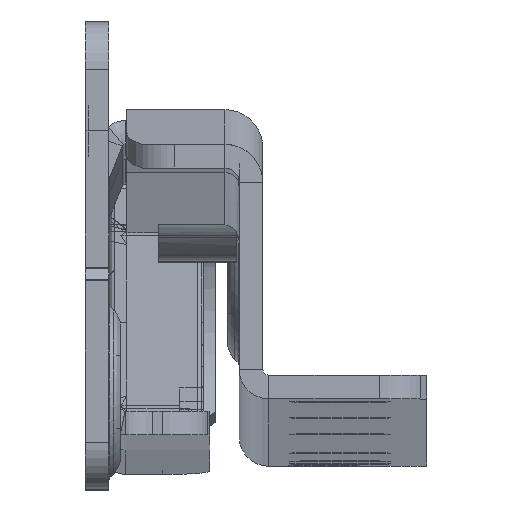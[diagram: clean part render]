
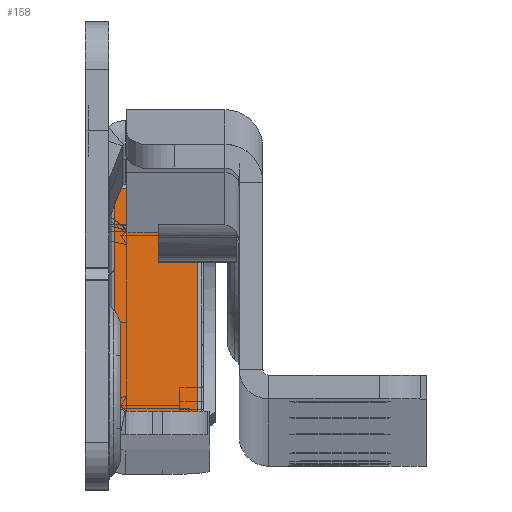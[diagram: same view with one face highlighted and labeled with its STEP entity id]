
A CAD part, top view. The second image highlights one B-rep face of the part: STEP entity #158.
In plain terms, the highlighted face is planar.
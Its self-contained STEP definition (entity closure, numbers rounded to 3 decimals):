
#67 = CARTESIAN_POINT ( 'NONE',  ( 0., 11., 7.5 ) ) ;
#158 = ADVANCED_FACE ( 'NONE', ( #11792 ), #9832, .T. ) ;
#980 = DIRECTION ( 'NONE',  ( 0., 1., 0. ) ) ;
#983 = CARTESIAN_POINT ( 'NONE',  ( 0., 11., 8. ) ) ;
#1027 = EDGE_CURVE ( 'NONE', #3597, #10953, #12858, .T. ) ;
#1064 = LINE ( 'NONE', #6004, #10544 ) ;
#1102 = CARTESIAN_POINT ( 'NONE',  ( 0., -11., 7.5 ) ) ;
#2028 = VECTOR ( 'NONE', #980, 1000. ) ;
#2786 = EDGE_CURVE ( 'NONE', #3597, #7386, #1064, .T. ) ;
#2805 = DIRECTION ( 'NONE',  ( 0., 0., 1. ) ) ;
#3597 = VERTEX_POINT ( 'NONE', #9486 ) ;
#3705 = ORIENTED_EDGE ( 'NONE', *, *, #1027, .T. ) ;
#3873 = DIRECTION ( 'NONE',  ( 0., 0., -1. ) ) ;
#4532 = ORIENTED_EDGE ( 'NONE', *, *, #7357, .T. ) ;
#4890 = DIRECTION ( 'NONE',  ( 0., 0., -1. ) ) ;
#5847 = DIRECTION ( 'NONE',  ( 0., -1., 0. ) ) ;
#6004 = CARTESIAN_POINT ( 'NONE',  ( 0., -11., 8. ) ) ;
#6126 = ORIENTED_EDGE ( 'NONE', *, *, #10826, .T. ) ;
#7357 = EDGE_CURVE ( 'NONE', #10953, #8476, #12861, .T. ) ;
#7386 = VERTEX_POINT ( 'NONE', #9189 ) ;
#7730 = LINE ( 'NONE', #12732, #8424 ) ;
#7914 = VECTOR ( 'NONE', #3873, 1000. ) ;
#8424 = VECTOR ( 'NONE', #5847, 1000. ) ;
#8476 = VERTEX_POINT ( 'NONE', #8561 ) ;
#8516 = AXIS2_PLACEMENT_3D ( 'NONE', #11021, #9766, #2805 ) ;
#8561 = CARTESIAN_POINT ( 'NONE',  ( 0., 11., 0.5 ) ) ;
#9189 = CARTESIAN_POINT ( 'NONE',  ( 0., -11., 0.5 ) ) ;
#9486 = CARTESIAN_POINT ( 'NONE',  ( 0., -11., 7.5 ) ) ;
#9766 = DIRECTION ( 'NONE',  ( -1., 0., 0. ) ) ;
#9832 = PLANE ( 'NONE',  #8516 ) ;
#10544 = VECTOR ( 'NONE', #4890, 1000. ) ;
#10826 = EDGE_CURVE ( 'NONE', #8476, #7386, #7730, .T. ) ;
#10953 = VERTEX_POINT ( 'NONE', #67 ) ;
#11021 = CARTESIAN_POINT ( 'NONE',  ( 0., -11., 8. ) ) ;
#11486 = EDGE_LOOP ( 'NONE', ( #4532, #6126, #12729, #3705 ) ) ;
#11792 = FACE_OUTER_BOUND ( 'NONE', #11486, .T. ) ;
#12729 = ORIENTED_EDGE ( 'NONE', *, *, #2786, .F. ) ;
#12732 = CARTESIAN_POINT ( 'NONE',  ( 0., -11., 0.5 ) ) ;
#12858 = LINE ( 'NONE', #1102, #2028 ) ;
#12861 = LINE ( 'NONE', #983, #7914 ) ;
